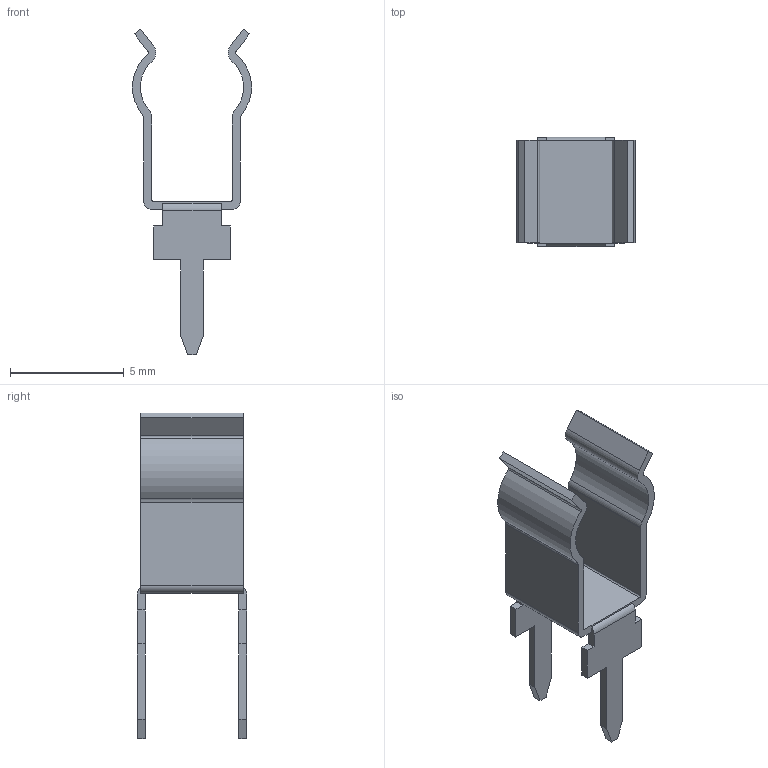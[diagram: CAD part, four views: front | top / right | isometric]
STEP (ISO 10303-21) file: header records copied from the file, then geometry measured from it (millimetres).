
FILE_DESCRIPTION(/* description */ ('Unknown'),/* implementation_level */ '2;1');
FILE_NAME(/* name */ '100020',/* time_stamp */ '2022-12-08T11:48:53+02:00',/* author */ ('Unknown'),/* organization */ ('Unknown'),/* preprocessor_version */ 'ST-DEVELOPER v18.102',/* originating_system */ 'Solid Edge',/* authorisation */ 'Unknown');
FILE_SCHEMA (('AUTOMOTIVE_DESIGN {1 0 10303 214 3 1 1}'));
Length unit declared in the file: millimetre
Products named in the file (1): 100020
Bounding box: 5.23 x 4.8 x 14.32 mm (x, y, z)
Volume: 39.3 mm3; surface area: 251.8 mm2
Topology: 1 solids, 1 shells, 62 faces, 184 edges, 124 vertices
Faces by surface type: plane 44, cylinder 18
Entity records: 2110 total; most frequent: CARTESIAN_POINT 383, ORIENTED_EDGE 368, DIRECTION 342, EDGE_CURVE 184, LINE 144, VECTOR 144, VERTEX_POINT 124, AXIS2_PLACEMENT_3D 99
